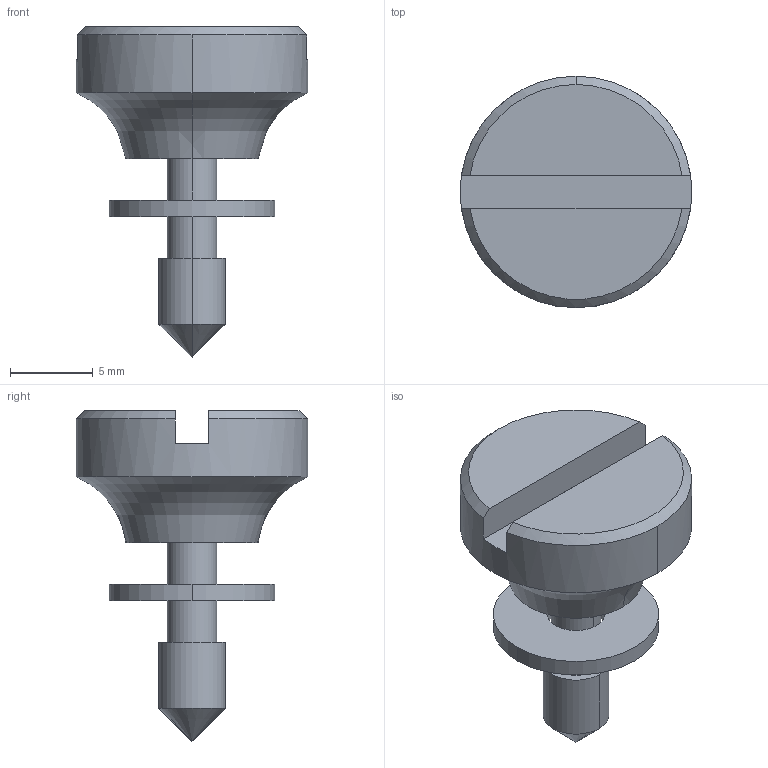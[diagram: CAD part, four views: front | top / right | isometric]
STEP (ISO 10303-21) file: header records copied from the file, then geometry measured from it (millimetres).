
FILE_DESCRIPTION (( 'STEP AP203' ), '1' );
FILE_NAME ('A-1176-22_.STEP', '2008-09-18T12:49:15', ( ' ' ), ( ' ' ), 'SwSTEP 2.0', 'SolidWorks 2007', '' );
FILE_SCHEMA (( 'CONFIG_CONTROL_DESIGN' ));
Length unit declared in the file: millimetre
Products named in the file (1): A-1176-22_
Bounding box: 14 x 14 x 20 mm (x, y, z)
Volume: 1039.4 mm3; surface area: 887.5 mm2
Topology: 2 solids, 2 shells, 26 faces, 58 edges, 36 vertices
Faces by surface type: cylinder 10, plane 9, cone 5, torus 2
Entity records: 802 total; most frequent: DIRECTION 137, CARTESIAN_POINT 131, ORIENTED_EDGE 112, AXIS2_PLACEMENT_3D 58, EDGE_CURVE 56, VERTEX_POINT 36, CIRCLE 31, EDGE_LOOP 30
